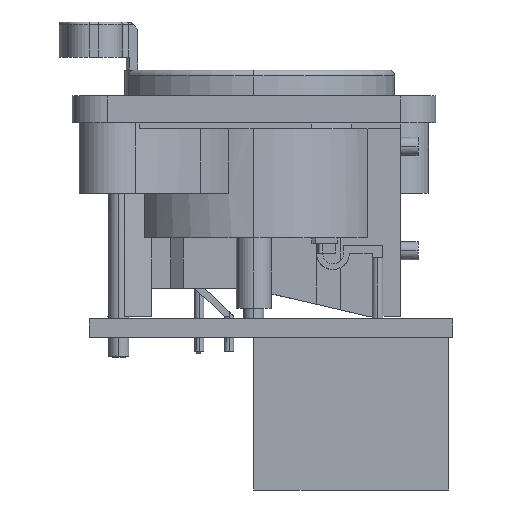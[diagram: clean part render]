
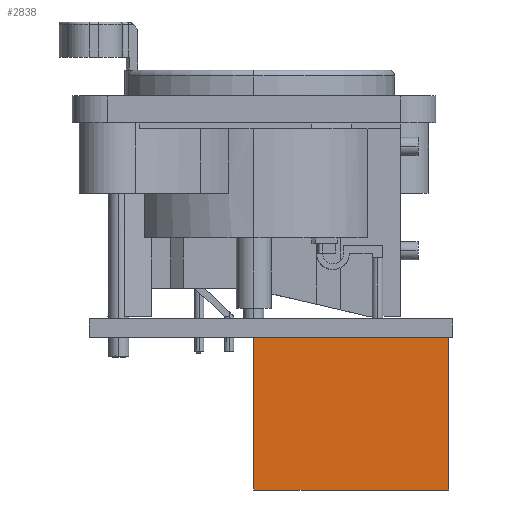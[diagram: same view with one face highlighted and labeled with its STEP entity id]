
A CAD part, left-side view. The second image highlights one B-rep face of the part: STEP entity #2838.
In plain terms, the highlighted planar face has unit normal (-1, 0, 0).
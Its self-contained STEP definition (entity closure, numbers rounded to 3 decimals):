
#203 = CARTESIAN_POINT ( 'NONE',  ( -9.428, -6.582, 19.459 ) ) ;
#208 = LINE ( 'NONE', #2911, #12812 ) ;
#505 = CARTESIAN_POINT ( 'NONE',  ( -9.428, 6.368, 6.459 ) ) ;
#754 = VECTOR ( 'NONE', #15407, 1000. ) ;
#818 = EDGE_CURVE ( 'NONE', #14041, #11971, #8917, .T. ) ;
#1206 = LINE ( 'NONE', #11762, #13364 ) ;
#1251 = DIRECTION ( 'NONE',  ( 0., -1., 0. ) ) ;
#1688 = VERTEX_POINT ( 'NONE', #3889 ) ;
#1801 = VERTEX_POINT ( 'NONE', #9972 ) ;
#2276 = LINE ( 'NONE', #5696, #754 ) ;
#2347 = EDGE_CURVE ( 'NONE', #11074, #14041, #8054, .T. ) ;
#2353 = LINE ( 'NONE', #6662, #15385 ) ;
#2479 = ORIENTED_EDGE ( 'NONE', *, *, #2347, .T. ) ;
#2703 = VERTEX_POINT ( 'NONE', #203 ) ;
#2838 = ADVANCED_FACE ( 'NONE', ( #13909 ), #11803, .T. ) ;
#2911 = CARTESIAN_POINT ( 'NONE',  ( -9.428, 6.368, 6.459 ) ) ;
#2996 = EDGE_CURVE ( 'NONE', #1801, #1688, #8441, .T. ) ;
#3199 = ORIENTED_EDGE ( 'NONE', *, *, #2996, .F. ) ;
#3889 = CARTESIAN_POINT ( 'NONE',  ( -9.428, 5.724, 19.459 ) ) ;
#3941 = ORIENTED_EDGE ( 'NONE', *, *, #11702, .F. ) ;
#4055 = ORIENTED_EDGE ( 'NONE', *, *, #818, .T. ) ;
#4236 = ORIENTED_EDGE ( 'NONE', *, *, #10826, .F. ) ;
#5204 = VECTOR ( 'NONE', #9144, 1000. ) ;
#5437 = ORIENTED_EDGE ( 'NONE', *, *, #7097, .F. ) ;
#5599 = DIRECTION ( 'NONE',  ( 0., 0., 1. ) ) ;
#5661 = CARTESIAN_POINT ( 'NONE',  ( -9.428, 6.368, 6.459 ) ) ;
#5696 = CARTESIAN_POINT ( 'NONE',  ( -9.428, 6.368, 19.459 ) ) ;
#6662 = CARTESIAN_POINT ( 'NONE',  ( -9.428, 6.368, 19.459 ) ) ;
#6761 = ORIENTED_EDGE ( 'NONE', *, *, #15694, .F. ) ;
#7097 = EDGE_CURVE ( 'NONE', #13645, #2703, #2276, .T. ) ;
#7628 = VECTOR ( 'NONE', #8421, 1000. ) ;
#8054 = LINE ( 'NONE', #5661, #7628 ) ;
#8421 = DIRECTION ( 'NONE',  ( 0., -1., 0. ) ) ;
#8441 = LINE ( 'NONE', #16145, #5204 ) ;
#8890 = DIRECTION ( 'NONE',  ( -1., 0., 0. ) ) ;
#8894 = CARTESIAN_POINT ( 'NONE',  ( -9.428, -10.232, 19.459 ) ) ;
#8917 = LINE ( 'NONE', #13967, #12814 ) ;
#9144 = DIRECTION ( 'NONE',  ( 0., -1., 0. ) ) ;
#9427 = CARTESIAN_POINT ( 'NONE',  ( -9.428, -10.232, 6.459 ) ) ;
#9603 = CARTESIAN_POINT ( 'NONE',  ( -9.428, -5.583, 19.459 ) ) ;
#9972 = CARTESIAN_POINT ( 'NONE',  ( -9.428, 6.368, 19.459 ) ) ;
#10826 = EDGE_CURVE ( 'NONE', #11074, #1801, #208, .T. ) ;
#11074 = VERTEX_POINT ( 'NONE', #15780 ) ;
#11206 = AXIS2_PLACEMENT_3D ( 'NONE', #505, #8890, #17188 ) ;
#11702 = EDGE_CURVE ( 'NONE', #1688, #13645, #2353, .T. ) ;
#11762 = CARTESIAN_POINT ( 'NONE',  ( -9.428, 6.368, 19.459 ) ) ;
#11803 = PLANE ( 'NONE',  #11206 ) ;
#11944 = DIRECTION ( 'NONE',  ( 0., -1., 0. ) ) ;
#11971 = VERTEX_POINT ( 'NONE', #8894 ) ;
#12423 = DIRECTION ( 'NONE',  ( 0., 0., 1. ) ) ;
#12812 = VECTOR ( 'NONE', #12423, 1000. ) ;
#12814 = VECTOR ( 'NONE', #5599, 1000. ) ;
#13364 = VECTOR ( 'NONE', #11944, 1000. ) ;
#13645 = VERTEX_POINT ( 'NONE', #9603 ) ;
#13909 = FACE_OUTER_BOUND ( 'NONE', #16502, .T. ) ;
#13967 = CARTESIAN_POINT ( 'NONE',  ( -9.428, -10.232, 6.459 ) ) ;
#14041 = VERTEX_POINT ( 'NONE', #9427 ) ;
#15385 = VECTOR ( 'NONE', #1251, 1000. ) ;
#15407 = DIRECTION ( 'NONE',  ( 0., -1., 0. ) ) ;
#15694 = EDGE_CURVE ( 'NONE', #2703, #11971, #1206, .T. ) ;
#15780 = CARTESIAN_POINT ( 'NONE',  ( -9.428, 6.368, 6.459 ) ) ;
#16145 = CARTESIAN_POINT ( 'NONE',  ( -9.428, 6.368, 19.459 ) ) ;
#16502 = EDGE_LOOP ( 'NONE', ( #3199, #4236, #2479, #4055, #6761, #5437, #3941 ) ) ;
#17188 = DIRECTION ( 'NONE',  ( 0., 0., 1. ) ) ;
